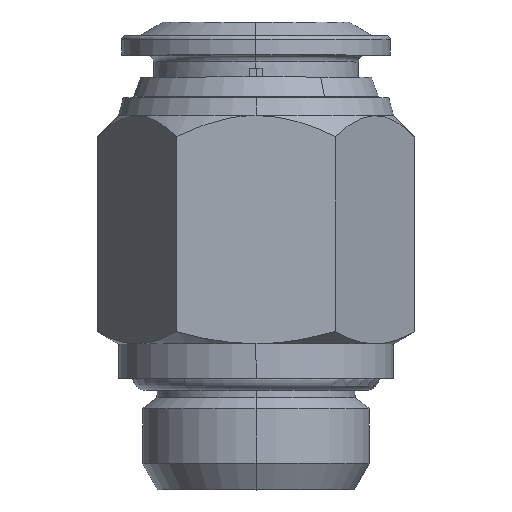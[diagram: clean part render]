
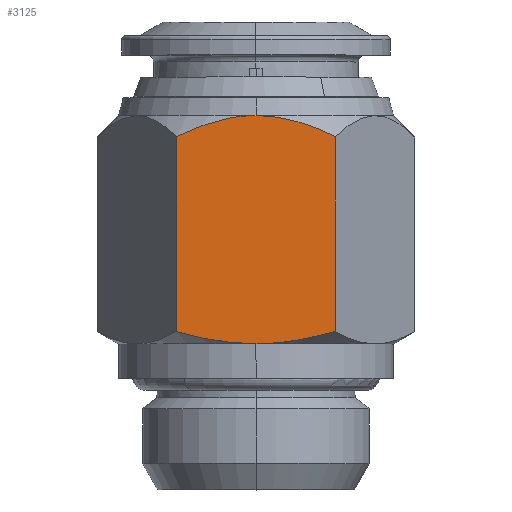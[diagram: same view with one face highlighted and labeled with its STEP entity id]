
A CAD part, top view. The second image highlights one B-rep face of the part: STEP entity #3125.
In plain terms, the highlighted planar face has unit normal (0, 0, 1).
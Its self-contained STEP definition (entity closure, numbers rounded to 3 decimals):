
#125 = VERTEX_POINT ( 'NONE', #3071 ) ;
#145 = ORIENTED_EDGE ( 'NONE', *, *, #3104, .F. ) ;
#211 = DIRECTION ( 'NONE',  ( 0., 1., 0. ) ) ;
#230 = LINE ( 'NONE', #2220, #1397 ) ;
#263 = CARTESIAN_POINT ( 'NONE',  ( -5.774, 8.5, 10. ) ) ;
#371 = VERTEX_POINT ( 'NONE', #1431 ) ;
#382 = CARTESIAN_POINT ( 'NONE',  ( -2.493, 26.903, 10. ) ) ;
#419 = CARTESIAN_POINT ( 'NONE',  ( 5.774, 11.493, 10. ) ) ;
#444 = CARTESIAN_POINT ( 'NONE',  ( 2.449, 10.765, 10. ) ) ;
#454 = VERTEX_POINT ( 'NONE', #2428 ) ;
#630 = CARTESIAN_POINT ( 'NONE',  ( -0.977, 10.6, 10. ) ) ;
#678 = CARTESIAN_POINT ( 'NONE',  ( -5.326, 25.875, 10. ) ) ;
#768 = CARTESIAN_POINT ( 'NONE',  ( -5.774, 11.493, 10. ) ) ;
#909 = CARTESIAN_POINT ( 'NONE',  ( 5.774, 25.651, 10. ) ) ;
#1001 = CARTESIAN_POINT ( 'NONE',  ( -1.262, 27.122, 10. ) ) ;
#1039 = CARTESIAN_POINT ( 'NONE',  ( 0., 10.6, 10. ) ) ;
#1163 = CARTESIAN_POINT ( 'NONE',  ( 0., 27.198, 10. ) ) ;
#1259 = CARTESIAN_POINT ( 'NONE',  ( -0.508, 27.189, 10. ) ) ;
#1284 = CARTESIAN_POINT ( 'NONE',  ( -4.869, 26.084, 10. ) ) ;
#1325 = VERTEX_POINT ( 'NONE', #768 ) ;
#1397 = VECTOR ( 'NONE', #211, 1000. ) ;
#1431 = CARTESIAN_POINT ( 'NONE',  ( 5.774, 11.493, 10. ) ) ;
#1454 = LINE ( 'NONE', #3558, #3597 ) ;
#1529 = CARTESIAN_POINT ( 'NONE',  ( -1.946, 10.684, 10. ) ) ;
#1560 = CARTESIAN_POINT ( 'NONE',  ( -2.005, 27.011, 10. ) ) ;
#1569 = B_SPLINE_CURVE_WITH_KNOTS ( 'NONE', 3,
 ( #3722, #678, #1284, #1858, #3058, #382, #1560, #1001, #2185, #1259, #3667, #3380 ),
 .UNSPECIFIED., .F., .F.,
 ( 4, 2, 2, 2, 2, 4 ),
 ( 0.01, 0.012, 0.013, 0.015, 0.015, 0.016 ),
 .UNSPECIFIED. ) ;
#1730 = DIRECTION ( 'NONE',  ( 0., 1., 0. ) ) ;
#1734 = ORIENTED_EDGE ( 'NONE', *, *, #2495, .F. ) ;
#1793 = ORIENTED_EDGE ( 'NONE', *, *, #2745, .F. ) ;
#1858 = CARTESIAN_POINT ( 'NONE',  ( -3.93, 26.463, 10. ) ) ;
#1918 = CARTESIAN_POINT ( 'NONE',  ( 0.489, 10.6, 10. ) ) ;
#1949 = FACE_OUTER_BOUND ( 'NONE', #2822, .T. ) ;
#1960 = CARTESIAN_POINT ( 'NONE',  ( 5.774, 25.651, 10. ) ) ;
#2030 = AXIS2_PLACEMENT_3D ( 'NONE', #263, #2330, #3242 ) ;
#2170 = EDGE_CURVE ( 'NONE', #125, #1325, #2503, .T. ) ;
#2185 = CARTESIAN_POINT ( 'NONE',  ( -1.012, 27.15, 10. ) ) ;
#2220 = CARTESIAN_POINT ( 'NONE',  ( -5.774, 8.5, 10. ) ) ;
#2227 = CARTESIAN_POINT ( 'NONE',  ( 1.963, 10.703, 10. ) ) ;
#2249 = CARTESIAN_POINT ( 'NONE',  ( 1.014, 27.198, 10. ) ) ;
#2330 = DIRECTION ( 'NONE',  ( 0., 0., 1. ) ) ;
#2405 = B_SPLINE_CURVE_WITH_KNOTS ( 'NONE', 3,
 ( #419, #3700, #3689, #444, #2227, #2776, #1918, #1039 ),
 .UNSPECIFIED., .F., .F.,
 ( 4, 2, 2, 4 ),
 ( 0.027, 0.029, 0.031, 0.032 ),
 .UNSPECIFIED. ) ;
#2426 = CARTESIAN_POINT ( 'NONE',  ( 0., 10.6, 10. ) ) ;
#2428 = CARTESIAN_POINT ( 'NONE',  ( -5.774, 25.651, 10. ) ) ;
#2491 = ORIENTED_EDGE ( 'NONE', *, *, #2866, .T. ) ;
#2495 = EDGE_CURVE ( 'NONE', #2871, #2605, #2924, .T. ) ;
#2503 = B_SPLINE_CURVE_WITH_KNOTS ( 'NONE', 3,
 ( #2426, #630, #1529, #3280, #3299, #2733 ),
 .UNSPECIFIED., .F., .F.,
 ( 4, 2, 4 ),
 ( 0.032, 0.035, 0.038 ),
 .UNSPECIFIED. ) ;
#2580 = CARTESIAN_POINT ( 'NONE',  ( 2.003, 27.042, 10. ) ) ;
#2605 = VERTEX_POINT ( 'NONE', #909 ) ;
#2639 = CARTESIAN_POINT ( 'NONE',  ( 4.871, 26.083, 10. ) ) ;
#2668 = EDGE_CURVE ( 'NONE', #371, #125, #2405, .T. ) ;
#2733 = CARTESIAN_POINT ( 'NONE',  ( -5.774, 11.493, 10. ) ) ;
#2745 = EDGE_CURVE ( 'NONE', #454, #2871, #1569, .T. ) ;
#2763 = ORIENTED_EDGE ( 'NONE', *, *, #2170, .F. ) ;
#2776 = CARTESIAN_POINT ( 'NONE',  ( 0.98, 10.621, 10. ) ) ;
#2822 = EDGE_LOOP ( 'NONE', ( #2491, #1734, #1793, #145, #2763, #3725 ) ) ;
#2866 = EDGE_CURVE ( 'NONE', #371, #2605, #1454, .T. ) ;
#2871 = VERTEX_POINT ( 'NONE', #1163 ) ;
#2924 = B_SPLINE_CURVE_WITH_KNOTS ( 'NONE', 3,
 ( #3806, #2249, #2580, #3526, #3177, #2639, #3444, #1960 ),
 .UNSPECIFIED., .F., .F.,
 ( 4, 2, 2, 4 ),
 ( 0.016, 0.019, 0.021, 0.022 ),
 .UNSPECIFIED. ) ;
#3058 = CARTESIAN_POINT ( 'NONE',  ( -3.455, 26.628, 10. ) ) ;
#3071 = CARTESIAN_POINT ( 'NONE',  ( 0., 10.6, 10. ) ) ;
#3104 = EDGE_CURVE ( 'NONE', #1325, #454, #230, .T. ) ;
#3125 = ADVANCED_FACE ( 'NONE', ( #1949 ), #3757, .T. ) ;
#3177 = CARTESIAN_POINT ( 'NONE',  ( 3.937, 26.46, 10. ) ) ;
#3242 = DIRECTION ( 'NONE',  ( 1., 0., 0. ) ) ;
#3280 = CARTESIAN_POINT ( 'NONE',  ( -3.872, 10.995, 10. ) ) ;
#3299 = CARTESIAN_POINT ( 'NONE',  ( -4.834, 11.222, 10. ) ) ;
#3380 = CARTESIAN_POINT ( 'NONE',  ( 0., 27.198, 10. ) ) ;
#3444 = CARTESIAN_POINT ( 'NONE',  ( 5.327, 25.875, 10. ) ) ;
#3526 = CARTESIAN_POINT ( 'NONE',  ( 3.455, 26.628, 10. ) ) ;
#3558 = CARTESIAN_POINT ( 'NONE',  ( 5.774, 8.5, 10. ) ) ;
#3597 = VECTOR ( 'NONE', #1730, 1000. ) ;
#3667 = CARTESIAN_POINT ( 'NONE',  ( -0.253, 27.198, 10. ) ) ;
#3689 = CARTESIAN_POINT ( 'NONE',  ( 3.894, 10.999, 10. ) ) ;
#3700 = CARTESIAN_POINT ( 'NONE',  ( 4.84, 11.224, 10. ) ) ;
#3722 = CARTESIAN_POINT ( 'NONE',  ( -5.774, 25.651, 10. ) ) ;
#3725 = ORIENTED_EDGE ( 'NONE', *, *, #2668, .F. ) ;
#3757 = PLANE ( 'NONE',  #2030 ) ;
#3806 = CARTESIAN_POINT ( 'NONE',  ( 0., 27.198, 10. ) ) ;
